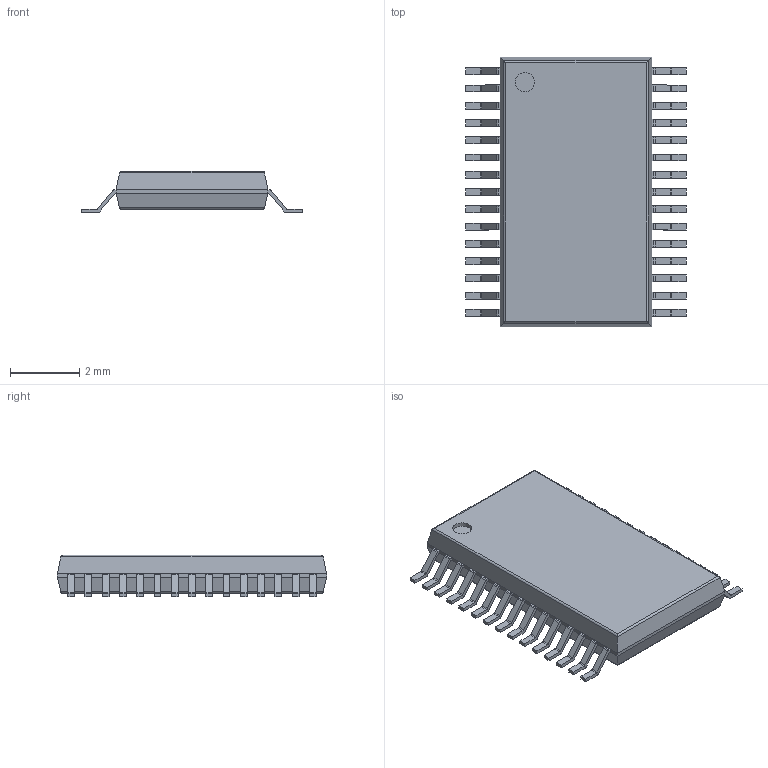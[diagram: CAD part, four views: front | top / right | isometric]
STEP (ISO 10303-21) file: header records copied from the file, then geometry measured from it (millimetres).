
FILE_DESCRIPTION(('FreeCAD Model'),'2;1');
FILE_NAME('259154.1.1.stp','2020-09-18T06:18:15',( 'Author'),(''),'Open CASCADE STEP processor 6.9','FreeCAD','Unknown' );
FILE_SCHEMA(('AUTOMOTIVE_DESIGN { 1 0 10303 214 1 1 1 1 }'));
Length unit declared in the file: millimetre
Products named in the file (3): ASSEMBLY; Body; PinsArrayLR
Assembly tree (2 placements, depth 2):
  ASSEMBLY
    Body
    PinsArrayLR
Bounding box: 6.4 x 7.8 x 1.2 mm (x, y, z)
Volume: 37.1 mm3; surface area: 113.7 mm2
Topology: 31 solids, 31 shells, 414 faces, 1037 edges, 686 vertices
Faces by surface type: plane 315, cylinder 99
Full cylindrical faces by diameter (mm): 0.55 x1
Entity records: 26315 total; most frequent: CARTESIAN_POINT 4946, DIRECTION 3965, LINE 2659, VECTOR 2659, ORIENTED_EDGE 2074, PCURVE 2074, DEFINITIONAL_REPRESENTATION 2074, EDGE_CURVE 1037
